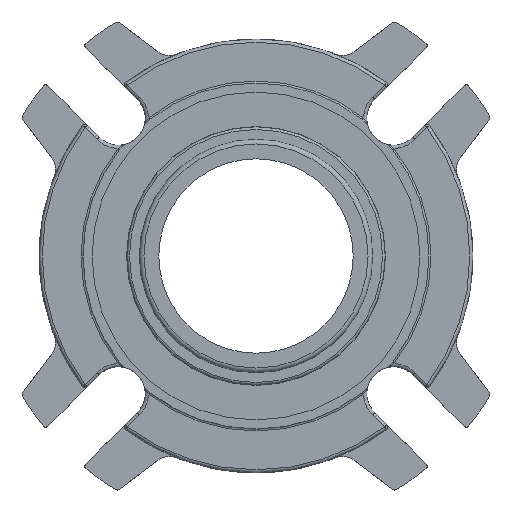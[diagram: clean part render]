
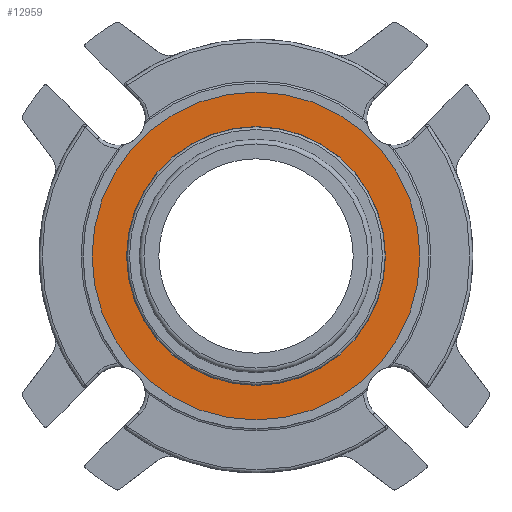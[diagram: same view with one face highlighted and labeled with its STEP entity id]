
A CAD part, front view. The second image highlights one B-rep face of the part: STEP entity #12959.
In plain terms, the highlighted planar face has unit normal (0, -1, 0).
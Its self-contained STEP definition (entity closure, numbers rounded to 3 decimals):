
#1595=PLANE('',#14059);
#4323=ORIENTED_EDGE('',*,*,#5682,.F.);
#4324=ORIENTED_EDGE('',*,*,#5672,.F.);
#5672=EDGE_CURVE('',#6522,#6522,#7097,.T.);
#5682=EDGE_CURVE('',#6532,#6532,#7107,.T.);
#6522=VERTEX_POINT('',#21085);
#6532=VERTEX_POINT('',#21115);
#7097=CIRCLE('',#14040,53.5);
#7107=CIRCLE('',#14060,42.228);
#7728=EDGE_LOOP('',(#4323));
#7729=EDGE_LOOP('',(#4324));
#8359=FACE_BOUND('',#7728,.T.);
#8360=FACE_BOUND('',#7729,.T.);
#12959=ADVANCED_FACE('',(#8359,#8360),#1595,.T.);
#14040=AXIS2_PLACEMENT_3D('',#21084,#16724,#16725);
#14059=AXIS2_PLACEMENT_3D('',#21113,#16762,#16763);
#14060=AXIS2_PLACEMENT_3D('',#21114,#16764,#16765);
#16724=DIRECTION('',(0.,1.,0.));
#16725=DIRECTION('',(0.,0.,-1.));
#16762=DIRECTION('',(0.,-1.,0.));
#16763=DIRECTION('',(0.,0.,1.));
#16764=DIRECTION('',(0.,-1.,0.));
#16765=DIRECTION('',(0.,0.,-1.));
#21084=CARTESIAN_POINT('',(0.,1.041,0.));
#21085=CARTESIAN_POINT('',(0.,1.041,-53.5));
#21113=CARTESIAN_POINT('',(0.,1.041,53.5));
#21114=CARTESIAN_POINT('',(0.,1.041,0.));
#21115=CARTESIAN_POINT('',(0.,1.041,-42.228));
